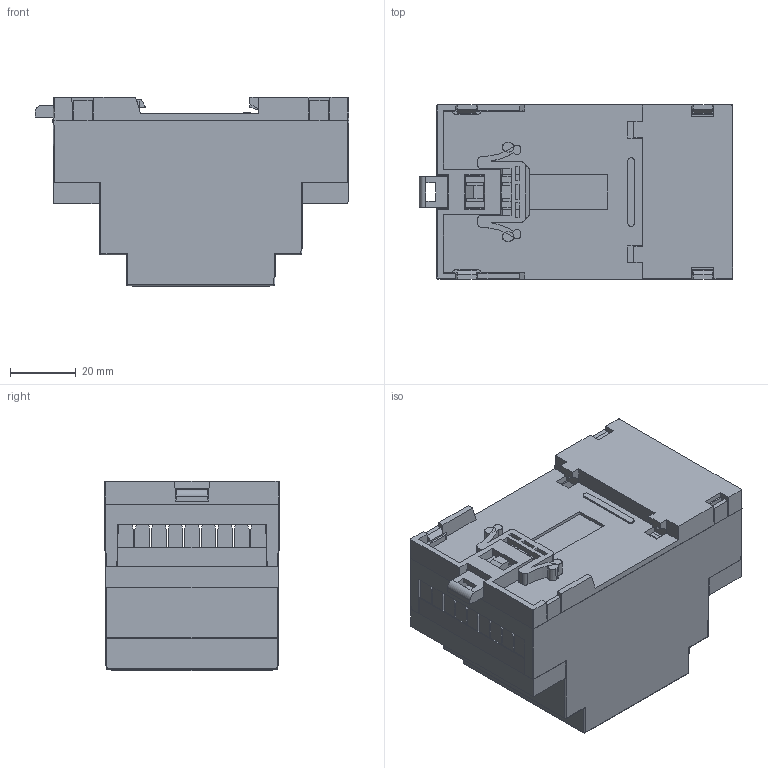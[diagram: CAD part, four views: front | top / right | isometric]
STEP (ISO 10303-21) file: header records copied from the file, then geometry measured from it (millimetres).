
FILE_DESCRIPTION (( 'STEP AP214' ), '1' );
FILE_NAME ('D3MG-ASSEMBLY.STEP', '2010-03-02T03:08:43', ( 'NEF User' ), ( 'NEF User' ), 'SwSTEP 2.0', 'SolidWorks 2010', '' );
FILE_SCHEMA (( 'AUTOMOTIVE_DESIGN' ));
Length unit declared in the file: millimetre
Products named in the file (1): D3MG-ASSEMBLY
Bounding box: 95.63 x 53.3 x 57.7 mm (x, y, z)
Volume: 40276.3 mm3; surface area: 57472.3 mm2
Topology: 6 solids, 6 shells, 933 faces, 2763 edges, 1798 vertices
Faces by surface type: plane 698, cylinder 197, cone 20, bspline 18
Entity records: 32050 total; most frequent: CARTESIAN_POINT 6601, ORIENTED_EDGE 5510, DIRECTION 5029, EDGE_CURVE 2755, VECTOR 2201, LINE 2201, VERTEX_POINT 1798, AXIS2_PLACEMENT_3D 1414
